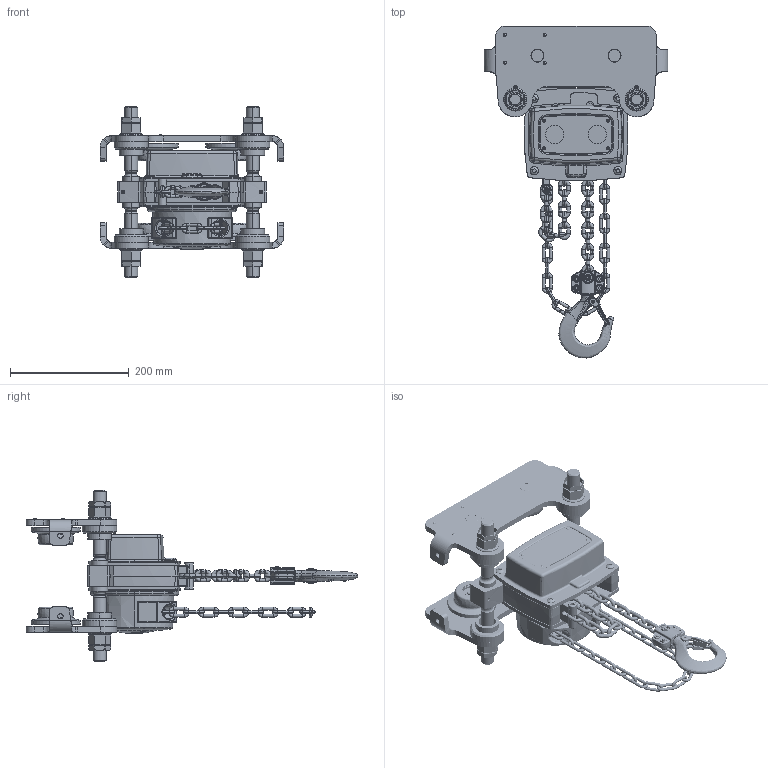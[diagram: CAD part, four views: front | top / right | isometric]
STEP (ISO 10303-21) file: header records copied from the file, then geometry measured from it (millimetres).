
FILE_DESCRIPTION (( 'STEP AP203' ), '1' );
FILE_NAME ('YLITP III 1t.STEP', '2011-09-20T14:26:33', ( 'Yale Industrial Products GmbH' ), ( 'Yale Industrial Products GmbH' ), 'SwSTEP 2.0', 'SolidWorks 2010', '' );
FILE_SCHEMA (( 'CONFIG_CONTROL_DESIGN' ));
Length unit declared in the file: millimetre
Products named in the file (1): YLITP III 1t
Bounding box: 310 x 559.85 x 290 mm (x, y, z)
Surface area: 660981.1 mm2 (no closed solid volume)
Topology: 0 solids, 173 shells, 2335 faces, 6849 edges, 4526 vertices
Faces by surface type: cylinder 785, torus 586, plane 420, bspline 243, cone 228, sphere 73
Entity records: 112695 total; most frequent: CARTESIAN_POINT 53066, DIRECTION 13137, ORIENTED_EDGE 11261, EDGE_CURVE 6768, AXIS2_PLACEMENT_3D 5610, VERTEX_POINT 4478, CIRCLE 3517, EDGE_LOOP 2614
